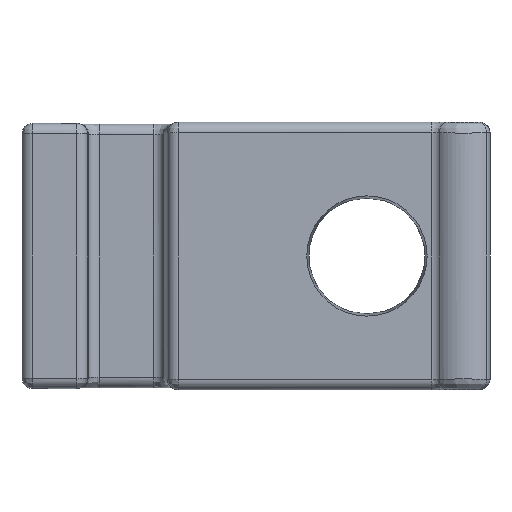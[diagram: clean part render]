
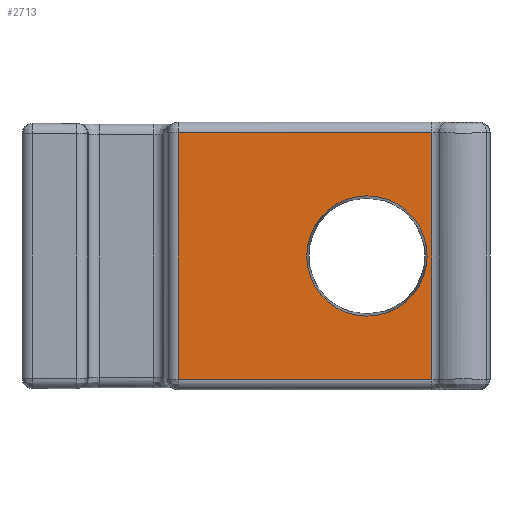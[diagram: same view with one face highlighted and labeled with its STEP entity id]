
A CAD part, front view. The second image highlights one B-rep face of the part: STEP entity #2713.
In plain terms, the highlighted planar face has unit normal (0, -1, 0).
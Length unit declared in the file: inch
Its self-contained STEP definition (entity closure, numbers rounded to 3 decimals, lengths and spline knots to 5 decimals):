
#2 = ORIENTED_EDGE ( 'NONE', *, *, #2176, .T. ) ;
#13 = LINE ( 'NONE', #332, #2003 ) ;
#142 = LINE ( 'NONE', #2053, #2926 ) ;
#256 = AXIS2_PLACEMENT_3D ( 'NONE', #886, #1643, #1965 ) ;
#294 = ORIENTED_EDGE ( 'NONE', *, *, #554, .T. ) ;
#332 = CARTESIAN_POINT ( 'NONE',  ( 1.30191, 0., 0.3125 ) ) ;
#339 = FACE_OUTER_BOUND ( 'NONE', #2541, .T. ) ;
#554 = EDGE_CURVE ( 'NONE', #713, #842, #2979, .T. ) ;
#670 = CARTESIAN_POINT ( 'NONE',  ( 1.1811, 0., 0. ) ) ;
#709 = DIRECTION ( 'NONE',  ( -1., 0., 0. ) ) ;
#713 = VERTEX_POINT ( 'NONE', #3054 ) ;
#776 = CARTESIAN_POINT ( 'NONE',  ( 1.30191, 0., 0.23028 ) ) ;
#784 = CARTESIAN_POINT ( 'NONE',  ( 1.1811, 0., -0.11246 ) ) ;
#842 = VERTEX_POINT ( 'NONE', #784 ) ;
#886 = CARTESIAN_POINT ( 'NONE',  ( 0.8211, 0., 0.3125 ) ) ;
#939 = DIRECTION ( 'NONE',  ( 0., 1., 0. ) ) ;
#1081 = CARTESIAN_POINT ( 'NONE',  ( 0.82807, 0., 0.23028 ) ) ;
#1120 = EDGE_LOOP ( 'NONE', ( #294, #2795 ) ) ;
#1151 = EDGE_CURVE ( 'NONE', #842, #713, #1947, .T. ) ;
#1190 = EDGE_CURVE ( 'NONE', #1287, #2210, #142, .T. ) ;
#1287 = VERTEX_POINT ( 'NONE', #1081 ) ;
#1426 = AXIS2_PLACEMENT_3D ( 'NONE', #2704, #2141, #2159 ) ;
#1501 = ORIENTED_EDGE ( 'NONE', *, *, #3295, .T. ) ;
#1516 = CARTESIAN_POINT ( 'NONE',  ( 0.82807, 0., -0.23028 ) ) ;
#1623 = CARTESIAN_POINT ( 'NONE',  ( 1.30191, 0., -0.23028 ) ) ;
#1643 = DIRECTION ( 'NONE',  ( 0., -1., 0. ) ) ;
#1663 = AXIS2_PLACEMENT_3D ( 'NONE', #670, #939, #1801 ) ;
#1699 = VERTEX_POINT ( 'NONE', #1623 ) ;
#1778 = VECTOR ( 'NONE', #2205, 39.37008 ) ;
#1801 = DIRECTION ( 'NONE',  ( 0., 0., 1. ) ) ;
#1947 = CIRCLE ( 'NONE', #1663, 0.11246 ) ;
#1965 = DIRECTION ( 'NONE',  ( -1., 0., 0. ) ) ;
#1981 = LINE ( 'NONE', #2510, #1778 ) ;
#2003 = VECTOR ( 'NONE', #2706, 39.37008 ) ;
#2053 = CARTESIAN_POINT ( 'NONE',  ( 0.82807, 0., 0.3125 ) ) ;
#2057 = VERTEX_POINT ( 'NONE', #776 ) ;
#2141 = DIRECTION ( 'NONE',  ( 0., 1., 0. ) ) ;
#2159 = DIRECTION ( 'NONE',  ( 0., 0., 1. ) ) ;
#2176 = EDGE_CURVE ( 'NONE', #2057, #1287, #3379, .T. ) ;
#2205 = DIRECTION ( 'NONE',  ( 1., 0., 0. ) ) ;
#2210 = VERTEX_POINT ( 'NONE', #1516 ) ;
#2236 = FACE_BOUND ( 'NONE', #1120, .T. ) ;
#2307 = DIRECTION ( 'NONE',  ( 0., 0., -1. ) ) ;
#2342 = CARTESIAN_POINT ( 'NONE',  ( 0.8211, 0., 0.23028 ) ) ;
#2355 = VECTOR ( 'NONE', #709, 39.37008 ) ;
#2510 = CARTESIAN_POINT ( 'NONE',  ( 0.8211, 0., -0.23028 ) ) ;
#2541 = EDGE_LOOP ( 'NONE', ( #3224, #1501, #2, #3408 ) ) ;
#2685 = EDGE_CURVE ( 'NONE', #2210, #1699, #1981, .T. ) ;
#2704 = CARTESIAN_POINT ( 'NONE',  ( 1.1811, 0., 0. ) ) ;
#2706 = DIRECTION ( 'NONE',  ( 0., 0., 1. ) ) ;
#2713 = ADVANCED_FACE ( 'NONE', ( #2236, #339 ), #3327, .T. ) ;
#2795 = ORIENTED_EDGE ( 'NONE', *, *, #1151, .T. ) ;
#2926 = VECTOR ( 'NONE', #2307, 39.37008 ) ;
#2979 = CIRCLE ( 'NONE', #1426, 0.11246 ) ;
#3054 = CARTESIAN_POINT ( 'NONE',  ( 1.1811, 0., 0.11246 ) ) ;
#3224 = ORIENTED_EDGE ( 'NONE', *, *, #2685, .T. ) ;
#3295 = EDGE_CURVE ( 'NONE', #1699, #2057, #13, .T. ) ;
#3327 = PLANE ( 'NONE',  #256 ) ;
#3379 = LINE ( 'NONE', #2342, #2355 ) ;
#3408 = ORIENTED_EDGE ( 'NONE', *, *, #1190, .T. ) ;
